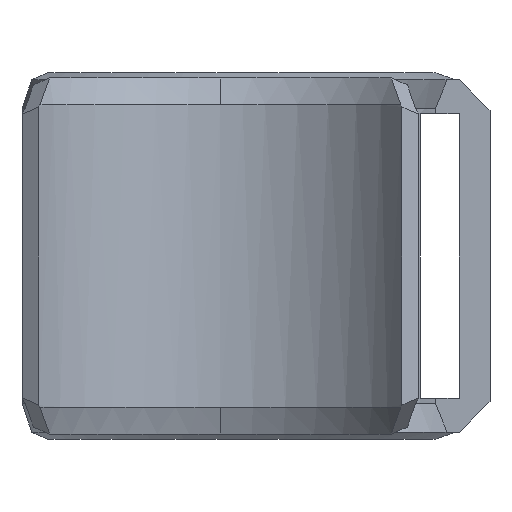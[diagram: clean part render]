
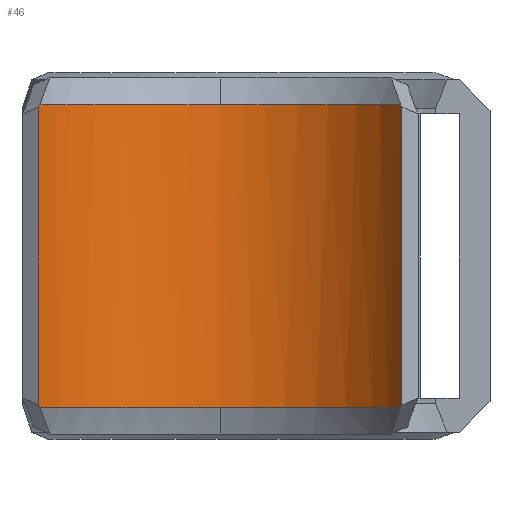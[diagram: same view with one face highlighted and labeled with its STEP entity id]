
A CAD part, front view. The second image highlights one B-rep face of the part: STEP entity #46.
In plain terms, the highlighted free-form (B-spline) face has degree [1, 2] with [2, 9] control points.
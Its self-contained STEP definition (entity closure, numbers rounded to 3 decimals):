
#46=ADVANCED_FACE('',(#106),#870,.T.);
#106=FACE_OUTER_BOUND('',#164,.T.);
#164=EDGE_LOOP('',(#344,#345,#346,#347,#348,#349,#350,#351,#352,#353));
#344=ORIENTED_EDGE('',*,*,#549,.F.);
#345=ORIENTED_EDGE('',*,*,#551,.T.);
#346=ORIENTED_EDGE('',*,*,#552,.T.);
#347=ORIENTED_EDGE('',*,*,#550,.T.);
#348=ORIENTED_EDGE('',*,*,#548,.T.);
#349=ORIENTED_EDGE('',*,*,#547,.F.);
#350=ORIENTED_EDGE('',*,*,#545,.T.);
#351=ORIENTED_EDGE('',*,*,#553,.T.);
#352=ORIENTED_EDGE('',*,*,#546,.T.);
#353=ORIENTED_EDGE('',*,*,#544,.F.);
#544=EDGE_CURVE('',#792,#793,#702,.T.);
#545=EDGE_CURVE('',#794,#795,#626,.T.);
#546=EDGE_CURVE('',#796,#793,#703,.T.);
#547=EDGE_CURVE('',#794,#797,#704,.T.);
#548=EDGE_CURVE('',#798,#797,#705,.T.);
#549=EDGE_CURVE('',#799,#792,#706,.T.);
#550=EDGE_CURVE('',#800,#798,#707,.T.);
#551=EDGE_CURVE('',#799,#801,#627,.T.);
#552=EDGE_CURVE('',#801,#800,#628,.T.);
#553=EDGE_CURVE('',#795,#796,#629,.T.);
#626=(
BOUNDED_CURVE()
B_SPLINE_CURVE(2,(#2277,#2278,#2279),.UNSPECIFIED.,.F.,.F.)
B_SPLINE_CURVE_WITH_KNOTS((3,3),(48.991,70.875),
 .UNSPECIFIED.)
CURVE()
GEOMETRIC_REPRESENTATION_ITEM()
RATIONAL_B_SPLINE_CURVE((1.,0.885,1.))
REPRESENTATION_ITEM('')
);
#627=(
BOUNDED_CURVE()
B_SPLINE_CURVE(2,(#2298,#2299,#2300),.UNSPECIFIED.,.F.,.F.)
B_SPLINE_CURVE_WITH_KNOTS((3,3),(48.991,70.875),
 .UNSPECIFIED.)
CURVE()
GEOMETRIC_REPRESENTATION_ITEM()
RATIONAL_B_SPLINE_CURVE((1.,0.885,1.))
REPRESENTATION_ITEM('')
);
#628=(
BOUNDED_CURVE()
B_SPLINE_CURVE(2,(#2301,#2302,#2303),.UNSPECIFIED.,.F.,.F.)
B_SPLINE_CURVE_WITH_KNOTS((3,3),(70.875,92.76),
 .UNSPECIFIED.)
CURVE()
GEOMETRIC_REPRESENTATION_ITEM()
RATIONAL_B_SPLINE_CURVE((1.,0.885,1.))
REPRESENTATION_ITEM('')
);
#629=(
BOUNDED_CURVE()
B_SPLINE_CURVE(2,(#2304,#2305,#2306),.UNSPECIFIED.,.F.,.F.)
B_SPLINE_CURVE_WITH_KNOTS((3,3),(70.875,92.76),
 .UNSPECIFIED.)
CURVE()
GEOMETRIC_REPRESENTATION_ITEM()
RATIONAL_B_SPLINE_CURVE((1.,0.885,1.))
REPRESENTATION_ITEM('')
);
#702=B_SPLINE_CURVE_WITH_KNOTS('',1,(#2275,#2276),.UNSPECIFIED.,.F.,.F.,
(2,2),(-22.158,7.158),.UNSPECIFIED.);
#703=B_SPLINE_CURVE_WITH_KNOTS('',3,(#2280,#2281,#2282,#2283),
 .UNSPECIFIED.,.F.,.F.,(4,4),(0.811,1.081),
 .UNSPECIFIED.);
#704=B_SPLINE_CURVE_WITH_KNOTS('',3,(#2284,#2285,#2286,#2287),
 .UNSPECIFIED.,.F.,.F.,(4,4),(0.811,1.081),
 .UNSPECIFIED.);
#705=B_SPLINE_CURVE_WITH_KNOTS('',1,(#2288,#2289),.UNSPECIFIED.,.F.,.F.,
(2,2),(-22.158,7.158),.UNSPECIFIED.);
#706=B_SPLINE_CURVE_WITH_KNOTS('',3,(#2290,#2291,#2292,#2293),
 .UNSPECIFIED.,.F.,.F.,(4,4),(0.811,1.081),
 .UNSPECIFIED.);
#707=B_SPLINE_CURVE_WITH_KNOTS('',3,(#2294,#2295,#2296,#2297),
 .UNSPECIFIED.,.F.,.F.,(4,4),(0.811,1.081),
 .UNSPECIFIED.);
#792=VERTEX_POINT('',#2235);
#793=VERTEX_POINT('',#2236);
#794=VERTEX_POINT('',#2237);
#795=VERTEX_POINT('',#2238);
#796=VERTEX_POINT('',#2239);
#797=VERTEX_POINT('',#2240);
#798=VERTEX_POINT('',#2241);
#799=VERTEX_POINT('',#2242);
#800=VERTEX_POINT('',#2243);
#801=VERTEX_POINT('',#2244);
#870=(
BOUNDED_SURFACE()
B_SPLINE_SURFACE(1,2,((#1779,#1780,#1781,#1782,#1783,#1784,#1785,#1786,
#1787),(#1788,#1789,#1790,#1791,#1792,#1793,#1794,#1795,#1796)),
 .UNSPECIFIED.,.F.,.F.,.F.)
B_SPLINE_SURFACE_WITH_KNOTS((2,2),(3,2,2,2,3),(0.,35.649),(0.,
33.772,67.544,101.316,135.088),
 .UNSPECIFIED.)
GEOMETRIC_REPRESENTATION_ITEM()
RATIONAL_B_SPLINE_SURFACE(((1.,0.707,1.,0.707,1.,
0.707,1.,0.707,1.),(1.,0.707,1.,0.707,
1.,0.707,1.,0.707,1.)))
REPRESENTATION_ITEM('')
SURFACE()
);
#1779=CARTESIAN_POINT('',(19.428,-47.4,-0.324));
#1780=CARTESIAN_POINT('',(40.928,-47.4,-0.324));
#1781=CARTESIAN_POINT('',(40.928,-25.9,-0.324));
#1782=CARTESIAN_POINT('',(40.928,-4.4,-0.324));
#1783=CARTESIAN_POINT('',(19.428,-4.4,-0.324));
#1784=CARTESIAN_POINT('',(-2.072,-4.4,-0.324));
#1785=CARTESIAN_POINT('',(-2.072,-25.9,-0.324));
#1786=CARTESIAN_POINT('',(-2.072,-47.4,-0.324));
#1787=CARTESIAN_POINT('',(19.428,-47.4,-0.324));
#1788=CARTESIAN_POINT('',(19.428,-47.4,35.324));
#1789=CARTESIAN_POINT('',(40.928,-47.4,35.324));
#1790=CARTESIAN_POINT('',(40.928,-25.9,35.324));
#1791=CARTESIAN_POINT('',(40.928,-4.4,35.324));
#1792=CARTESIAN_POINT('',(19.428,-4.4,35.324));
#1793=CARTESIAN_POINT('',(-2.072,-4.4,35.324));
#1794=CARTESIAN_POINT('',(-2.072,-25.9,35.324));
#1795=CARTESIAN_POINT('',(-2.072,-47.4,35.324));
#1796=CARTESIAN_POINT('',(19.428,-47.4,35.324));
#2235=CARTESIAN_POINT('',(1.587,-13.901,2.842));
#2236=CARTESIAN_POINT('',(1.587,-13.901,32.158));
#2237=CARTESIAN_POINT('',(37.163,-13.747,32.353));
#2238=CARTESIAN_POINT('',(19.428,-4.4,32.353));
#2239=CARTESIAN_POINT('',(1.692,-13.747,32.353));
#2240=CARTESIAN_POINT('',(37.268,-13.901,32.158));
#2241=CARTESIAN_POINT('',(37.268,-13.901,2.842));
#2242=CARTESIAN_POINT('',(1.692,-13.747,2.647));
#2243=CARTESIAN_POINT('',(37.163,-13.747,2.647));
#2244=CARTESIAN_POINT('',(19.428,-4.4,2.647));
#2275=CARTESIAN_POINT('',(1.587,-13.901,2.842));
#2276=CARTESIAN_POINT('',(1.587,-13.901,32.158));
#2277=CARTESIAN_POINT('',(37.163,-13.747,32.353));
#2278=CARTESIAN_POINT('',(30.759,-4.4,32.353));
#2279=CARTESIAN_POINT('',(19.428,-4.4,32.353));
#2280=CARTESIAN_POINT('',(1.692,-13.747,32.353));
#2281=CARTESIAN_POINT('',(1.657,-13.798,32.288));
#2282=CARTESIAN_POINT('',(1.622,-13.85,32.223));
#2283=CARTESIAN_POINT('',(1.587,-13.901,32.158));
#2284=CARTESIAN_POINT('',(37.163,-13.747,32.353));
#2285=CARTESIAN_POINT('',(37.199,-13.798,32.288));
#2286=CARTESIAN_POINT('',(37.234,-13.85,32.223));
#2287=CARTESIAN_POINT('',(37.268,-13.901,32.158));
#2288=CARTESIAN_POINT('',(37.268,-13.901,2.842));
#2289=CARTESIAN_POINT('',(37.268,-13.901,32.158));
#2290=CARTESIAN_POINT('',(1.692,-13.747,2.647));
#2291=CARTESIAN_POINT('',(1.657,-13.798,2.712));
#2292=CARTESIAN_POINT('',(1.622,-13.85,2.777));
#2293=CARTESIAN_POINT('',(1.587,-13.901,2.842));
#2294=CARTESIAN_POINT('',(37.163,-13.747,2.647));
#2295=CARTESIAN_POINT('',(37.199,-13.798,2.712));
#2296=CARTESIAN_POINT('',(37.234,-13.85,2.777));
#2297=CARTESIAN_POINT('',(37.268,-13.901,2.842));
#2298=CARTESIAN_POINT('',(1.692,-13.747,2.647));
#2299=CARTESIAN_POINT('',(8.097,-4.4,2.647));
#2300=CARTESIAN_POINT('',(19.428,-4.4,2.647));
#2301=CARTESIAN_POINT('',(19.428,-4.4,2.647));
#2302=CARTESIAN_POINT('',(30.759,-4.4,2.647));
#2303=CARTESIAN_POINT('',(37.163,-13.747,2.647));
#2304=CARTESIAN_POINT('',(19.428,-4.4,32.353));
#2305=CARTESIAN_POINT('',(8.097,-4.4,32.353));
#2306=CARTESIAN_POINT('',(1.692,-13.747,32.353));
